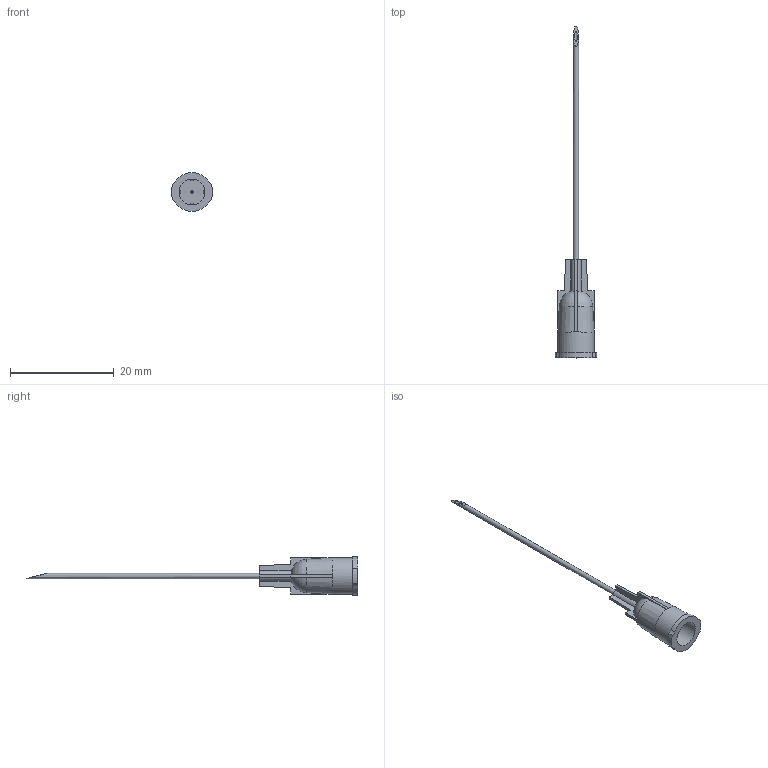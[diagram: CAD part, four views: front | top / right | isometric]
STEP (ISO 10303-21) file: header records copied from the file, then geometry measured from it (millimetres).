
FILE_DESCRIPTION( ( '' ), ' ' );
FILE_NAME( '5e293bbb2de6b7156cc2e2d4.step', '2020-01-23T06:22:51', ( '' ), ( '' ), ' ', ' ', ' ' );
FILE_SCHEMA( ( 'AUTOMOTIVE_DESIGN { 1 0 10303 214 1 1 1 1 }' ) );
Length unit declared in the file: metre
Products named in the file (2): Part 2; Part 1
Bounding box: 7.98 x 64 x 7.5 mm (x, y, z)
Volume: 301.4 mm3; surface area: 854.5 mm2
Topology: 2 solids, 2 shells, 79 faces, 202 edges, 129 vertices
Faces by surface type: plane 46, cylinder 21, cone 8, sphere 4
Full cylindrical faces by diameter (mm): 0.5 x2, 1 x1, 5 x1, 7 x1
Entity records: 3072 total; most frequent: CARTESIAN_POINT 477, DIRECTION 422, ORIENTED_EDGE 392, EDGE_CURVE 196, AXIS2_PLACEMENT_3D 161, VERTEX_POINT 128, LINE 100, VECTOR 100
